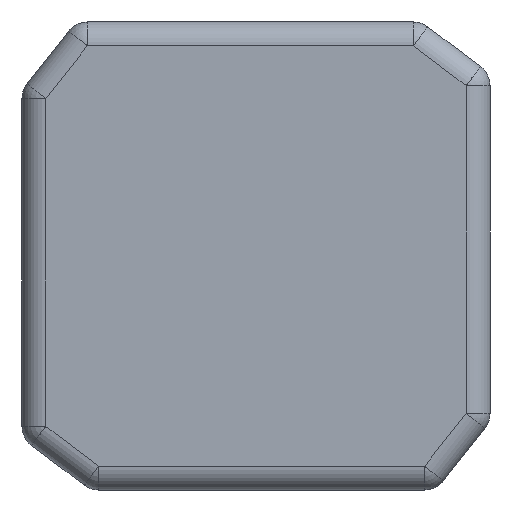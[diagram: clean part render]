
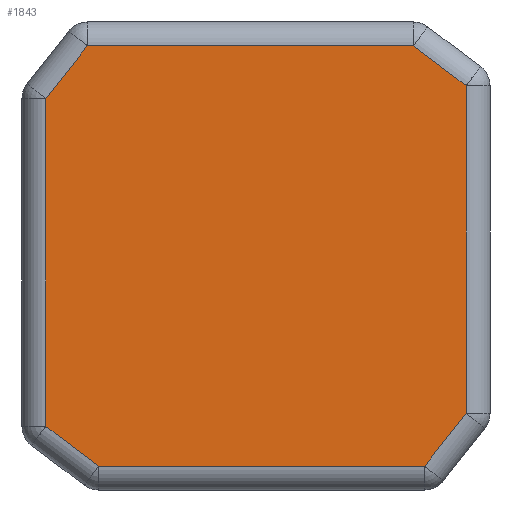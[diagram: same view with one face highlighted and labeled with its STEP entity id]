
A CAD part, front view. The second image highlights one B-rep face of the part: STEP entity #1843.
In plain terms, the highlighted planar face has unit normal (0, -1, 0).
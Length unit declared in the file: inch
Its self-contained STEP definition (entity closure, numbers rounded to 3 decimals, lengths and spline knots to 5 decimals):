
#3 = LINE ( 'NONE', #1221, #752 ) ;
#12 = ORIENTED_EDGE ( 'NONE', *, *, #158, .T. ) ;
#23 = EDGE_CURVE ( 'NONE', #1117, #1175, #803, .T. ) ;
#53 = DIRECTION ( 'NONE',  ( 0., 1., 0. ) ) ;
#98 = CARTESIAN_POINT ( 'NONE',  ( -0.79156, 0., -1.64854 ) ) ;
#108 = ORIENTED_EDGE ( 'NONE', *, *, #1214, .T. ) ;
#158 = EDGE_CURVE ( 'NONE', #1152, #648, #1767, .T. ) ;
#167 = VERTEX_POINT ( 'NONE', #592 ) ;
#229 = VERTEX_POINT ( 'NONE', #1368 ) ;
#259 = VECTOR ( 'NONE', #1643, 39.37008 ) ;
#305 = VECTOR ( 'NONE', #1333, 39.37008 ) ;
#336 = ORIENTED_EDGE ( 'NONE', *, *, #23, .T. ) ;
#343 = EDGE_CURVE ( 'NONE', #167, #229, #1386, .T. ) ;
#401 = VECTOR ( 'NONE', #981, 39.37008 ) ;
#420 = CARTESIAN_POINT ( 'NONE',  ( -0.86777, 0., 1.19746 ) ) ;
#423 = AXIS2_PLACEMENT_3D ( 'NONE', #613, #53, #1040 ) ;
#428 = VECTOR ( 'NONE', #1274, 39.37008 ) ;
#528 = EDGE_CURVE ( 'NONE', #1175, #1152, #1296, .T. ) ;
#546 = CARTESIAN_POINT ( 'NONE',  ( -1.07846, 0., -1.43256 ) ) ;
#592 = CARTESIAN_POINT ( 'NONE',  ( -1.14855, 0., 0.84133 ) ) ;
#613 = CARTESIAN_POINT ( 'NONE',  ( 0., 0., 0. ) ) ;
#641 = CARTESIAN_POINT ( 'NONE',  ( -1.14855, 0., 0. ) ) ;
#648 = VERTEX_POINT ( 'NONE', #714 ) ;
#696 = ORIENTED_EDGE ( 'NONE', *, *, #1785, .T. ) ;
#714 = CARTESIAN_POINT ( 'NONE',  ( 1.34045, 0., 1.19746 ) ) ;
#725 = CARTESIAN_POINT ( 'NONE',  ( 1.06027, 0., 1.40839 ) ) ;
#730 = EDGE_LOOP ( 'NONE', ( #696, #857, #1155, #108, #1159, #336, #1351, #12 ) ) ;
#752 = VECTOR ( 'NONE', #928, 39.37008 ) ;
#771 = VERTEX_POINT ( 'NONE', #98 ) ;
#803 = LINE ( 'NONE', #1393, #428 ) ;
#828 = LINE ( 'NONE', #546, #1110 ) ;
#857 = ORIENTED_EDGE ( 'NONE', *, *, #1195, .T. ) ;
#866 = DIRECTION ( 'NONE',  ( 0., 0., 1. ) ) ;
#925 = VECTOR ( 'NONE', #866, 39.37008 ) ;
#928 = DIRECTION ( 'NONE',  ( 1., 0., 0. ) ) ;
#976 = EDGE_CURVE ( 'NONE', #771, #1117, #3, .T. ) ;
#981 = DIRECTION ( 'NONE',  ( -0.619, 0., -0.785 ) ) ;
#1040 = DIRECTION ( 'NONE',  ( 0., 0., 1. ) ) ;
#1058 = LINE ( 'NONE', #1191, #305 ) ;
#1099 = CARTESIAN_POINT ( 'NONE',  ( 1.41666, 0., -1.64854 ) ) ;
#1104 = CARTESIAN_POINT ( 'NONE',  ( 1.69745, 0., 0.92871 ) ) ;
#1110 = VECTOR ( 'NONE', #1403, 39.37008 ) ;
#1117 = VERTEX_POINT ( 'NONE', #1099 ) ;
#1152 = VERTEX_POINT ( 'NONE', #1104 ) ;
#1155 = ORIENTED_EDGE ( 'NONE', *, *, #343, .T. ) ;
#1159 = ORIENTED_EDGE ( 'NONE', *, *, #976, .T. ) ;
#1175 = VERTEX_POINT ( 'NONE', #1254 ) ;
#1191 = CARTESIAN_POINT ( 'NONE',  ( 0., 0., 1.19746 ) ) ;
#1195 = EDGE_CURVE ( 'NONE', #1381, #167, #1537, .T. ) ;
#1214 = EDGE_CURVE ( 'NONE', #229, #771, #828, .T. ) ;
#1221 = CARTESIAN_POINT ( 'NONE',  ( 0., 0., -1.64854 ) ) ;
#1254 = CARTESIAN_POINT ( 'NONE',  ( 1.69745, 0., -1.29242 ) ) ;
#1274 = DIRECTION ( 'NONE',  ( 0.619, 0., 0.785 ) ) ;
#1296 = LINE ( 'NONE', #1729, #925 ) ;
#1333 = DIRECTION ( 'NONE',  ( -1., 0., 0. ) ) ;
#1341 = FACE_OUTER_BOUND ( 'NONE', #730, .T. ) ;
#1351 = ORIENTED_EDGE ( 'NONE', *, *, #528, .T. ) ;
#1368 = CARTESIAN_POINT ( 'NONE',  ( -1.14855, 0., -1.37979 ) ) ;
#1375 = VECTOR ( 'NONE', #1585, 39.37008 ) ;
#1381 = VERTEX_POINT ( 'NONE', #420 ) ;
#1386 = LINE ( 'NONE', #641, #259 ) ;
#1391 = CARTESIAN_POINT ( 'NONE',  ( -1.11732, 0., 0.88095 ) ) ;
#1393 = CARTESIAN_POINT ( 'NONE',  ( 1.67511, 0., -1.32075 ) ) ;
#1403 = DIRECTION ( 'NONE',  ( 0.799, 0., -0.601 ) ) ;
#1537 = LINE ( 'NONE', #1391, #401 ) ;
#1585 = DIRECTION ( 'NONE',  ( -0.799, 0., 0.601 ) ) ;
#1643 = DIRECTION ( 'NONE',  ( 0., 0., -1. ) ) ;
#1729 = CARTESIAN_POINT ( 'NONE',  ( 1.69745, 0., 0. ) ) ;
#1763 = PLANE ( 'NONE',  #423 ) ;
#1767 = LINE ( 'NONE', #725, #1375 ) ;
#1785 = EDGE_CURVE ( 'NONE', #648, #1381, #1058, .T. ) ;
#1843 = ADVANCED_FACE ( 'NONE', ( #1341 ), #1763, .F. ) ;
